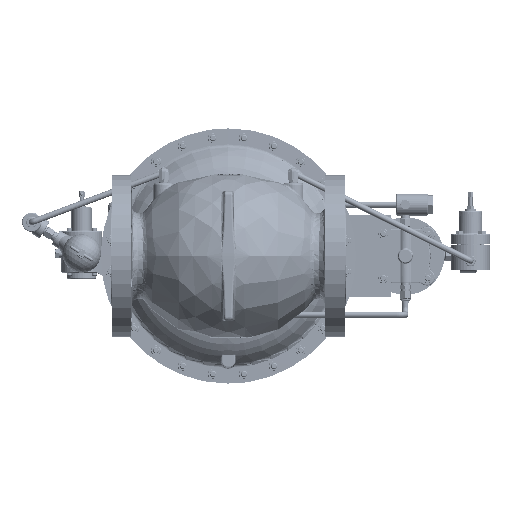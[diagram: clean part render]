
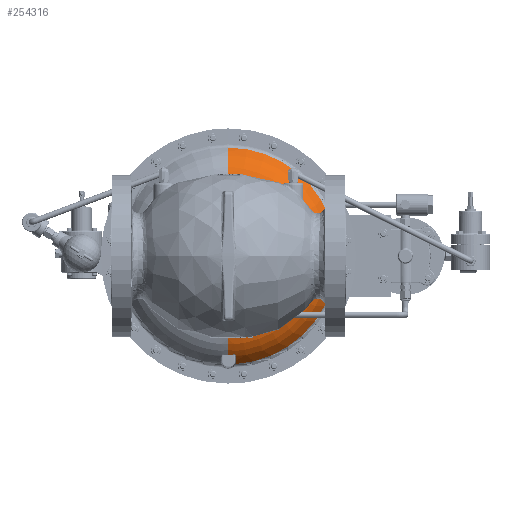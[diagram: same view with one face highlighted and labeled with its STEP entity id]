
A CAD part, front view. The second image highlights one B-rep face of the part: STEP entity #254316.
In plain terms, the highlighted toroidal (fillet/blend) face has major radius 106.491 mm and minor radius 71.438 mm.
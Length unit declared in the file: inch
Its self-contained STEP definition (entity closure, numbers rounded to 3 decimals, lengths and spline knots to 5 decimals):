
#3442 = TOROIDAL_SURFACE ( 'NONE', #277722, 4.19257, 2.8125 ) ;
#3840 = DIRECTION ( 'NONE',  ( 1., 0., 0. ) ) ;
#5176 = EDGE_CURVE ( 'NONE', #13023, #95515, #18968, .T. ) ;
#6963 = ORIENTED_EDGE ( 'NONE', *, *, #5176, .F. ) ;
#8025 = CARTESIAN_POINT ( 'NONE',  ( 0.47579, 10.29488, -6.60328 ) ) ;
#10568 = ORIENTED_EDGE ( 'NONE', *, *, #213809, .T. ) ;
#12300 = DIRECTION ( 'NONE',  ( 0., -1., 0. ) ) ;
#13023 = VERTEX_POINT ( 'NONE', #209286 ) ;
#13919 = ORIENTED_EDGE ( 'NONE', *, *, #335378, .T. ) ;
#18968 = CIRCLE ( 'NONE', #86233, 4.73785 ) ;
#28633 = CARTESIAN_POINT ( 'NONE',  ( 0.42808, 9.65789, -6.09407 ) ) ;
#28985 = CIRCLE ( 'NONE', #264294, 4.73785 ) ;
#35736 = AXIS2_PLACEMENT_3D ( 'NONE', #244484, #62096, #275069 ) ;
#38676 = CARTESIAN_POINT ( 'NONE',  ( 0.44754, 10.41399, -6.67037 ) ) ;
#44971 = CIRCLE ( 'NONE', #373152, 2.8125 ) ;
#52383 = VERTEX_POINT ( 'NONE', #389119 ) ;
#59237 = CARTESIAN_POINT ( 'NONE',  ( 0.44687, 9.67311, -6.10898 ) ) ;
#62096 = DIRECTION ( 'NONE',  ( -1., 0., 0. ) ) ;
#67396 = CARTESIAN_POINT ( 'NONE',  ( 0.48988, 9.95651, -6.36868 ) ) ;
#68615 = VERTEX_POINT ( 'NONE', #221179 ) ;
#79805 = VERTEX_POINT ( 'NONE', #320741 ) ;
#83647 = B_SPLINE_CURVE_WITH_KNOTS ( 'NONE', 3,
 ( #301542, #88561, #362770, #180351, #393420, #210997, #28633, #241610, #59237, #272240, #89871, #302850, #120467, #333507 ),
 .UNSPECIFIED., .F., .F.,
 ( 4, 2, 2, 2, 2, 2, 4 ),
 ( 0., 0.00072, 0.00144, 0.00216, 0.00288, 0.00431, 0.00575 ),
 .UNSPECIFIED. ) ;
#86233 = AXIS2_PLACEMENT_3D ( 'NONE', #156734, #369759, #187361 ) ;
#87516 = CIRCLE ( 'NONE', #266844, 6.68537 ) ;
#88561 = CARTESIAN_POINT ( 'NONE',  ( 0.36861, 9.63753, -6.0758 ) ) ;
#89871 = CARTESIAN_POINT ( 'NONE',  ( 0.46954, 9.70251, -6.13806 ) ) ;
#90392 = EDGE_CURVE ( 'NONE', #52383, #140666, #87516, .T. ) ;
#95515 = VERTEX_POINT ( 'NONE', #102485 ) ;
#98035 = CARTESIAN_POINT ( 'NONE',  ( 0.49359, 10.06388, -6.44957 ) ) ;
#98574 = CARTESIAN_POINT ( 'NONE',  ( 0.49556, 10.12071, -6.4908 ) ) ;
#100269 = DIRECTION ( 'NONE',  ( 0., -1., 0. ) ) ;
#102485 = CARTESIAN_POINT ( 'NONE',  ( 4.73785, 8.9572, 0. ) ) ;
#104633 = B_SPLINE_CURVE_WITH_KNOTS ( 'NONE', 3,
 ( #189026, #98574, #190362, #8025, #221025, #38676 ),
 .UNSPECIFIED., .F., .F.,
 ( 4, 2, 4 ),
 ( 0., 0.00529, 0.01058 ),
 .UNSPECIFIED. ) ;
#107903 = CARTESIAN_POINT ( 'NONE',  ( 0., 9.63753, -6.08697 ) ) ;
#108333 = EDGE_CURVE ( 'NONE', #68615, #256043, #83647, .T. ) ;
#109405 = DIRECTION ( 'NONE',  ( 0., -1., 0. ) ) ;
#115747 = ORIENTED_EDGE ( 'NONE', *, *, #108333, .T. ) ;
#118527 = DIRECTION ( 'NONE',  ( 0., -1., 0. ) ) ;
#120467 = CARTESIAN_POINT ( 'NONE',  ( 0.48249, 9.74192, -6.1768 ) ) ;
#121877 = CIRCLE ( 'NONE', #35736, 2.8125 ) ;
#140666 = VERTEX_POINT ( 'NONE', #261259 ) ;
#145868 = EDGE_LOOP ( 'NONE', ( #205726, #13919, #275264, #6963, #226236, #304355, #115747, #10568, #267867 ) ) ;
#156734 = CARTESIAN_POINT ( 'NONE',  ( 0., 8.9572, 0. ) ) ;
#164030 = CARTESIAN_POINT ( 'NONE',  ( 0., 11.71634, 0. ) ) ;
#174944 = FACE_OUTER_BOUND ( 'NONE', #145868, .T. ) ;
#180351 = CARTESIAN_POINT ( 'NONE',  ( 0.39625, 9.64279, -6.07983 ) ) ;
#185741 = CARTESIAN_POINT ( 'NONE',  ( 0.49359, 10.06388, -6.44957 ) ) ;
#186212 = CARTESIAN_POINT ( 'NONE',  ( 0., 11.71634, 4.19257 ) ) ;
#187128 = VERTEX_POINT ( 'NONE', #185741 ) ;
#187361 = DIRECTION ( 'NONE',  ( 0., 0., -1. ) ) ;
#188504 = CARTESIAN_POINT ( 'NONE',  ( 0.48296, 9.75555, -6.19006 ) ) ;
#189026 = CARTESIAN_POINT ( 'NONE',  ( 0.49359, 10.06388, -6.44957 ) ) ;
#190362 = CARTESIAN_POINT ( 'NONE',  ( 0.4918, 10.17823, -6.52973 ) ) ;
#194612 = CARTESIAN_POINT ( 'NONE',  ( 0., 9.63753, 0. ) ) ;
#201010 = EDGE_CURVE ( 'NONE', #95515, #79805, #28985, .T. ) ;
#205726 = ORIENTED_EDGE ( 'NONE', *, *, #90392, .T. ) ;
#209286 = CARTESIAN_POINT ( 'NONE',  ( 0., 8.9572, -4.73785 ) ) ;
#210997 = CARTESIAN_POINT ( 'NONE',  ( 0.42081, 9.6534, -6.08973 ) ) ;
#213809 = EDGE_CURVE ( 'NONE', #256043, #187128, #392316, .T. ) ;
#216857 = DIRECTION ( 'NONE',  ( 0., 0., -1. ) ) ;
#221025 = CARTESIAN_POINT ( 'NONE',  ( 0.46351, 10.354, -6.63789 ) ) ;
#221179 = CARTESIAN_POINT ( 'NONE',  ( 0.35904, 9.63753, -6.07637 ) ) ;
#225272 = DIRECTION ( 'NONE',  ( 0., 0., 1. ) ) ;
#226236 = ORIENTED_EDGE ( 'NONE', *, *, #256357, .F. ) ;
#239715 = CARTESIAN_POINT ( 'NONE',  ( 0.48296, 9.75555, -6.19006 ) ) ;
#239798 = EDGE_CURVE ( 'NONE', #295074, #68615, #299625, .T. ) ;
#241610 = CARTESIAN_POINT ( 'NONE',  ( 0.44104, 9.66769, -6.10364 ) ) ;
#244484 = CARTESIAN_POINT ( 'NONE',  ( 0., 11.71634, -4.19257 ) ) ;
#249820 = CARTESIAN_POINT ( 'NONE',  ( 0.48633, 9.85368, -6.28214 ) ) ;
#254316 = ADVANCED_FACE ( 'NONE', ( #174944 ), #3442, .T. ) ;
#256043 = VERTEX_POINT ( 'NONE', #239715 ) ;
#256357 = EDGE_CURVE ( 'NONE', #295074, #13023, #121877, .T. ) ;
#261259 = CARTESIAN_POINT ( 'NONE',  ( 0., 10.41399, 6.68537 ) ) ;
#264294 = AXIS2_PLACEMENT_3D ( 'NONE', #291668, #109405, #322310 ) ;
#266844 = AXIS2_PLACEMENT_3D ( 'NONE', #300904, #118527, #331533 ) ;
#267867 = ORIENTED_EDGE ( 'NONE', *, *, #294552, .T. ) ;
#272240 = CARTESIAN_POINT ( 'NONE',  ( 0.46216, 9.69016, -6.12582 ) ) ;
#275069 = DIRECTION ( 'NONE',  ( 0., 0., 1. ) ) ;
#275264 = ORIENTED_EDGE ( 'NONE', *, *, #201010, .F. ) ;
#275688 = AXIS2_PLACEMENT_3D ( 'NONE', #194612, #12300, #225272 ) ;
#277722 = AXIS2_PLACEMENT_3D ( 'NONE', #164030, #100269, #377064 ) ;
#280375 = CARTESIAN_POINT ( 'NONE',  ( 0.49171, 10.00944, -6.41007 ) ) ;
#291668 = CARTESIAN_POINT ( 'NONE',  ( 0., 8.9572, 0. ) ) ;
#294552 = EDGE_CURVE ( 'NONE', #187128, #52383, #104633, .T. ) ;
#295074 = VERTEX_POINT ( 'NONE', #107903 ) ;
#299625 = CIRCLE ( 'NONE', #275688, 6.08697 ) ;
#300904 = CARTESIAN_POINT ( 'NONE',  ( 0., 10.41399, 0. ) ) ;
#301542 = CARTESIAN_POINT ( 'NONE',  ( 0.35904, 9.63753, -6.07637 ) ) ;
#302850 = CARTESIAN_POINT ( 'NONE',  ( 0.47978, 9.72858, -6.16374 ) ) ;
#304355 = ORIENTED_EDGE ( 'NONE', *, *, #239798, .T. ) ;
#320741 = CARTESIAN_POINT ( 'NONE',  ( 0., 8.9572, 4.73785 ) ) ;
#322310 = DIRECTION ( 'NONE',  ( 0., 0., -1. ) ) ;
#331533 = DIRECTION ( 'NONE',  ( 0., 0., 1. ) ) ;
#333507 = CARTESIAN_POINT ( 'NONE',  ( 0.48296, 9.75555, -6.19006 ) ) ;
#335378 = EDGE_CURVE ( 'NONE', #140666, #79805, #44971, .T. ) ;
#362770 = CARTESIAN_POINT ( 'NONE',  ( 0.37797, 9.63861, -6.07641 ) ) ;
#369759 = DIRECTION ( 'NONE',  ( 0., -1., 0. ) ) ;
#370900 = CARTESIAN_POINT ( 'NONE',  ( 0.48461, 9.80377, -6.23697 ) ) ;
#373152 = AXIS2_PLACEMENT_3D ( 'NONE', #186212, #3840, #216857 ) ;
#377064 = DIRECTION ( 'NONE',  ( 0., 0., -1. ) ) ;
#389119 = CARTESIAN_POINT ( 'NONE',  ( 0.44754, 10.41399, -6.67037 ) ) ;
#392316 = B_SPLINE_CURVE_WITH_KNOTS ( 'NONE', 3,
 ( #188504, #370900, #249820, #67396, #280375, #98035 ),
 .UNSPECIFIED., .F., .F.,
 ( 4, 2, 4 ),
 ( 0., 0.00513, 0.01025 ),
 .UNSPECIFIED. ) ;
#393420 = CARTESIAN_POINT ( 'NONE',  ( 0.40488, 9.64585, -6.0826 ) ) ;
